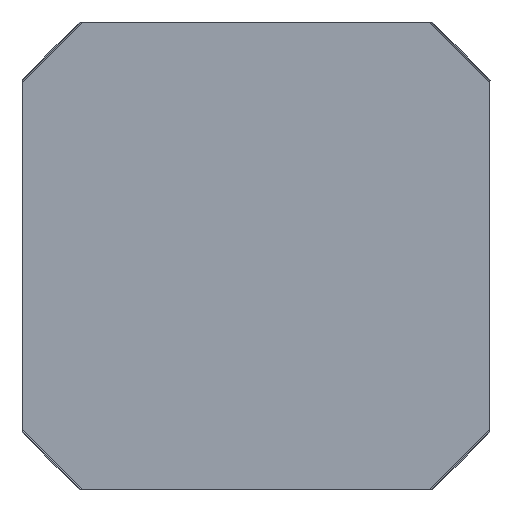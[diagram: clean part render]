
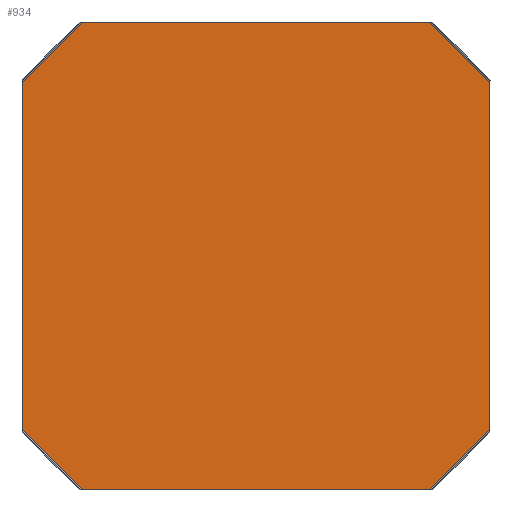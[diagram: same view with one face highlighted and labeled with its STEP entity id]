
A CAD part, front view. The second image highlights one B-rep face of the part: STEP entity #934.
In plain terms, the highlighted planar face has unit normal (0, -1, 0).
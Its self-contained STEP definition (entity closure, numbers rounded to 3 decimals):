
#2 = DIRECTION ( 'NONE',  ( -1., 0., 0. ) ) ;
#23 = EDGE_LOOP ( 'NONE', ( #1087, #433, #968, #57, #616, #411, #1042, #666 ) ) ;
#57 = ORIENTED_EDGE ( 'NONE', *, *, #133, .F. ) ;
#93 = EDGE_CURVE ( 'NONE', #318, #1245, #937, .T. ) ;
#133 = EDGE_CURVE ( 'NONE', #764, #931, #432, .T. ) ;
#200 = DIRECTION ( 'NONE',  ( 0., 0., -1. ) ) ;
#226 = VECTOR ( 'NONE', #1271, 1000. ) ;
#243 = VERTEX_POINT ( 'NONE', #558 ) ;
#252 = VECTOR ( 'NONE', #200, 1000. ) ;
#264 = FACE_OUTER_BOUND ( 'NONE', #23, .T. ) ;
#286 = VECTOR ( 'NONE', #526, 1000. ) ;
#287 = VERTEX_POINT ( 'NONE', #506 ) ;
#291 = EDGE_CURVE ( 'NONE', #931, #1245, #1029, .T. ) ;
#318 = VERTEX_POINT ( 'NONE', #498 ) ;
#321 = LINE ( 'NONE', #329, #551 ) ;
#329 = CARTESIAN_POINT ( 'NONE',  ( -167., -0.7, 200. ) ) ;
#359 = EDGE_CURVE ( 'NONE', #243, #928, #1066, .T. ) ;
#365 = CARTESIAN_POINT ( 'NONE',  ( 0., -0.7, 0. ) ) ;
#411 = ORIENTED_EDGE ( 'NONE', *, *, #359, .F. ) ;
#432 = LINE ( 'NONE', #1251, #226 ) ;
#433 = ORIENTED_EDGE ( 'NONE', *, *, #93, .T. ) ;
#437 = CARTESIAN_POINT ( 'NONE',  ( 174.321, -0.7, -174.321 ) ) ;
#476 = DIRECTION ( 'NONE',  ( -0.707, 0., -0.707 ) ) ;
#490 = CARTESIAN_POINT ( 'NONE',  ( 174.321, -0.7, 174.321 ) ) ;
#498 = CARTESIAN_POINT ( 'NONE',  ( -148.643, -0.7, 200. ) ) ;
#499 = VECTOR ( 'NONE', #958, 1000. ) ;
#504 = DIRECTION ( 'NONE',  ( -0.707, 0., 0.707 ) ) ;
#506 = CARTESIAN_POINT ( 'NONE',  ( 148.643, -0.7, 200. ) ) ;
#520 = CARTESIAN_POINT ( 'NONE',  ( -200., -0.7, -167. ) ) ;
#526 = DIRECTION ( 'NONE',  ( 0., 0., 1. ) ) ;
#534 = CARTESIAN_POINT ( 'NONE',  ( -148.643, -0.7, -200. ) ) ;
#541 = DIRECTION ( 'NONE',  ( 0., 0., 1. ) ) ;
#551 = VECTOR ( 'NONE', #728, 1000. ) ;
#558 = CARTESIAN_POINT ( 'NONE',  ( 200., -0.7, -148.643 ) ) ;
#616 = ORIENTED_EDGE ( 'NONE', *, *, #856, .F. ) ;
#655 = LINE ( 'NONE', #490, #736 ) ;
#666 = ORIENTED_EDGE ( 'NONE', *, *, #1303, .T. ) ;
#728 = DIRECTION ( 'NONE',  ( 1., 0., 0. ) ) ;
#736 = VECTOR ( 'NONE', #504, 1000. ) ;
#764 = VERTEX_POINT ( 'NONE', #534 ) ;
#777 = VECTOR ( 'NONE', #2, 1000. ) ;
#789 = EDGE_CURVE ( 'NONE', #318, #287, #321, .T. ) ;
#809 = CARTESIAN_POINT ( 'NONE',  ( 200., -0.7, 148.643 ) ) ;
#856 = EDGE_CURVE ( 'NONE', #928, #764, #1028, .T. ) ;
#862 = VERTEX_POINT ( 'NONE', #809 ) ;
#906 = CARTESIAN_POINT ( 'NONE',  ( -174.321, -0.7, 174.321 ) ) ;
#912 = CARTESIAN_POINT ( 'NONE',  ( 200., -0.7, -167. ) ) ;
#914 = PLANE ( 'NONE',  #924 ) ;
#919 = CARTESIAN_POINT ( 'NONE',  ( -200., -0.7, 148.643 ) ) ;
#924 = AXIS2_PLACEMENT_3D ( 'NONE', #365, #1114, #541 ) ;
#928 = VERTEX_POINT ( 'NONE', #1267 ) ;
#931 = VERTEX_POINT ( 'NONE', #1168 ) ;
#934 = ADVANCED_FACE ( 'NONE', ( #264 ), #914, .F. ) ;
#937 = LINE ( 'NONE', #906, #499 ) ;
#958 = DIRECTION ( 'NONE',  ( -0.707, 0., -0.707 ) ) ;
#968 = ORIENTED_EDGE ( 'NONE', *, *, #291, .F. ) ;
#1028 = LINE ( 'NONE', #1070, #777 ) ;
#1029 = LINE ( 'NONE', #520, #286 ) ;
#1042 = ORIENTED_EDGE ( 'NONE', *, *, #1212, .F. ) ;
#1066 = LINE ( 'NONE', #437, #1165 ) ;
#1070 = CARTESIAN_POINT ( 'NONE',  ( -167., -0.7, -200. ) ) ;
#1087 = ORIENTED_EDGE ( 'NONE', *, *, #789, .F. ) ;
#1114 = DIRECTION ( 'NONE',  ( 0., 1., 0. ) ) ;
#1127 = LINE ( 'NONE', #912, #252 ) ;
#1165 = VECTOR ( 'NONE', #476, 1000. ) ;
#1168 = CARTESIAN_POINT ( 'NONE',  ( -200., -0.7, -148.643 ) ) ;
#1212 = EDGE_CURVE ( 'NONE', #862, #243, #1127, .T. ) ;
#1245 = VERTEX_POINT ( 'NONE', #919 ) ;
#1251 = CARTESIAN_POINT ( 'NONE',  ( -174.321, -0.7, -174.321 ) ) ;
#1267 = CARTESIAN_POINT ( 'NONE',  ( 148.643, -0.7, -200. ) ) ;
#1271 = DIRECTION ( 'NONE',  ( -0.707, 0., 0.707 ) ) ;
#1303 = EDGE_CURVE ( 'NONE', #862, #287, #655, .T. ) ;
